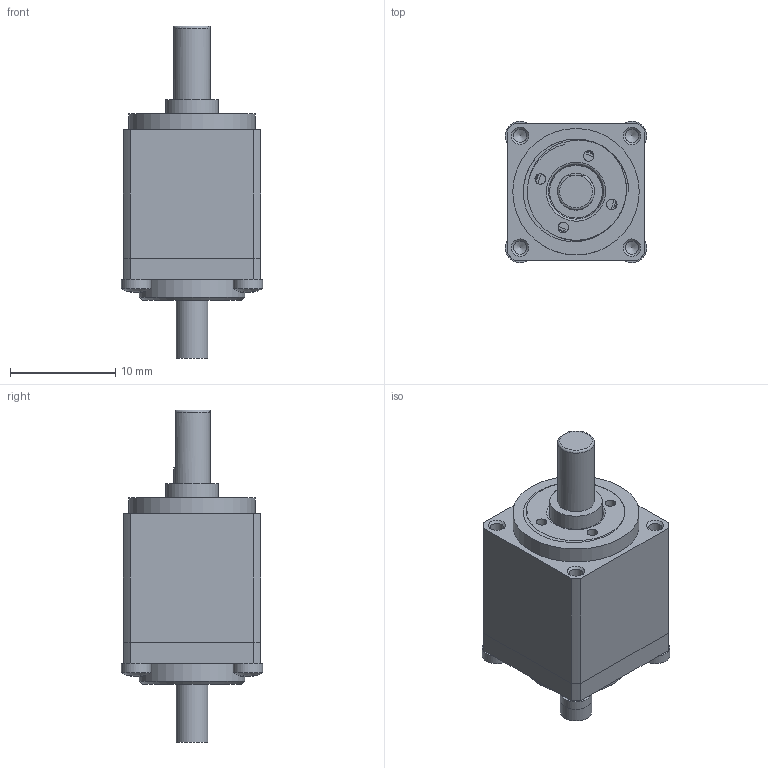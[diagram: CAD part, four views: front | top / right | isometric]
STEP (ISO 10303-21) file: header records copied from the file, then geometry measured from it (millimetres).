
FILE_DESCRIPTION(/* description */ ('STEP AP242','CAx-IF Rec.Pracs.---Representation and Presentation of Product Manufacturing Information (PMI)---4.0---2014-10-13','CAx-IF Rec.Pracs.---3D Tessellated Geometry---0.4---2014-09-14','2;1'),/* implementation_level */ '2;1');
FILE_NAME(/* name */ '688ca341dc4a0e576ac1032d',/* time_stamp */ '2025-08-01T11:21:39Z',/* author */ (''),/* organization */ (''),/* preprocessor_version */ 'ST-DEVELOPER v20',/* originating_system */ 'ONSHAPE BY PTC INC, 1.201',/* authorisation */ ' ');
FILE_SCHEMA (('AP242_MANAGED_MODEL_BASED_3D_ENGINEERING_MIM_LF { 1 0 10303 442 1 1 4 }'));
Length unit declared in the file: metre
Products named in the file (29): HS-CS-03-1U; ???????M1.6�4_M1.6�4; ??675Z 8x5x2.5_??; CS-03-1U-02_??; CS-03-1U-04_??; O??6x0.5_??; CS-03-1U  ????_?? <1>; CS-03-1U-03_??; ????8.18x6.12x1.4x1.3_??; CS-03-1U-06_??; CS-03-1U-001_??; ??672 4x2x1.2_??; ????_?? <1>; ?????60000]618?3_618?3; CS-03-1U-05_??
Assembly tree (32 placements, depth 3):
  HS-CS-03-1U
    ???????M1.6�4_M1.6�4  x4
    ??675Z 8x5x2.5_??  x2
    CS-03-1U-02_??
    CS-03-1U-04_??
    O??6x0.5_??
    CS-03-1U  ????_?? <1>
      CS-03-1U-03_??
      ????8.18x6.12x1.4x1.3_??
      CS-03-1U-06_??
    CS-03-1U-001_??
    ??672 4x2x1.2_??
    ????_?? <1>
      ?????60000]618?3_618?3
      ?????60000]618?3_618?3
      ?????60000]618?3_618?3
      CS-03-1U-05_??
      ?????60000]618?3_618?3
      ?????60000]618?3_618?3
      ?????60000]618?3_618?3
      ?????60000]618?3_618?3
      ?????60000]618?3_618?3
      ?????60000]618?3_618?3
      ?????60000]618?3_618?3
      ?????60000]618?3_618?3
      ?????60000]618?3_618?3
      ?????60000]618?3_618?3
      ?????60000]618?3_618?3
      ?????60000]618?3_618?3
Bounding box: 13.41 x 13.41 x 31.5 mm (x, y, z)
Volume: 2466 mm3; surface area: 4484.3 mm2
Topology: 30 solids, 30 shells, 1263 faces, 3411 edges, 2247 vertices
Faces by surface type: cylinder 849, plane 191, cone 131, torus 52, sphere 32, bspline 8
Full cylindrical faces by diameter (mm): 1 x4, 1.25 x8, 1.386 x4, 1.6 x5, 1.8 x4, 2 x2, 2.5 x2, 2.8 x4, 3 x4, 3.5 x3, 4 x4, 4.333 x2, 4.5 x1, 5 x4, 5.2 x2, 5.6 x4, 5.667 x2, 5.8 x1, 5.98 x1, 6 x1, 6.12 x1, 6.486 x1, 6.488 x1, 6.8 x1, 7 x4, 7.4 x4, 7.86 x1, 7.863 x1, 8 x3, 8.18 x2
Entity records: 40333 total; most frequent: CARTESIAN_POINT 9408, DIRECTION 6838, ORIENTED_EDGE 5912, AXIS2_PLACEMENT_3D 3031, EDGE_CURVE 2956, VERTEX_POINT 2059, CIRCLE 1848, FACE_BOUND 1397
